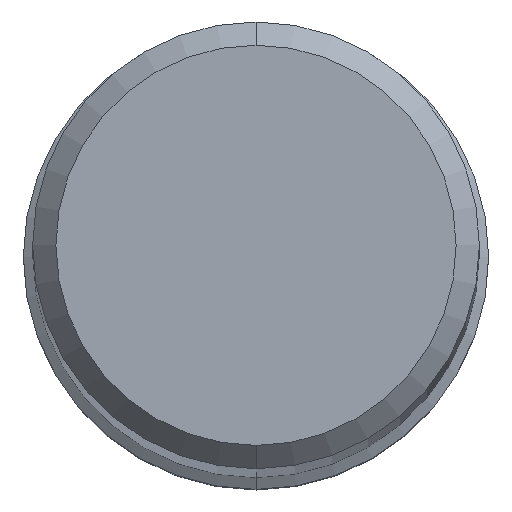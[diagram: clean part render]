
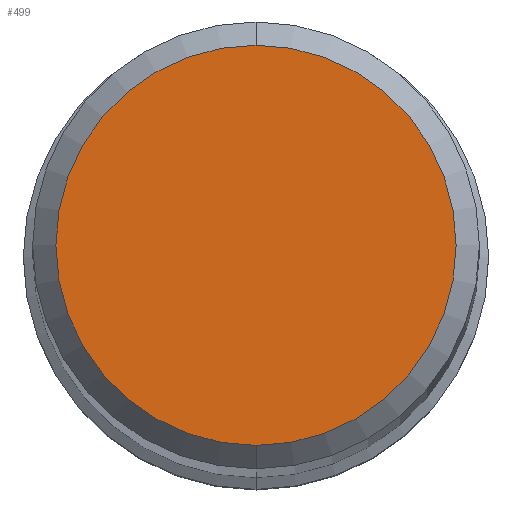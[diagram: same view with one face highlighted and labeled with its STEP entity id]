
A CAD part, top view. The second image highlights one B-rep face of the part: STEP entity #499.
In plain terms, the highlighted planar face has unit normal (0, 0, 1).
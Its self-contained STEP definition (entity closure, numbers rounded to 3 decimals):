
#315=VERTEX_POINT('',#716);
#439=EDGE_CURVE('',#521,#315,#855,.T.);
#499=ADVANCED_FACE('',(#919),#920,.T.);
#521=VERTEX_POINT('',#944);
#539=EDGE_CURVE('',#315,#521,#962,.T.);
#716=CARTESIAN_POINT('',(0.0,4.3,0.0));
#855=CIRCLE('',#1514,4.3);
#919=FACE_OUTER_BOUND('',#1600,.T.);
#920=PLANE('',#1601);
#944=CARTESIAN_POINT('',(0.,-4.3,0.0));
#962=CIRCLE('',#1656,4.3);
#1514=AXIS2_PLACEMENT_3D('',#2122,#2123,#2124);
#1600=EDGE_LOOP('',(#2181,#2182));
#1601=AXIS2_PLACEMENT_3D('',#2183,#2184,#2185);
#1656=AXIS2_PLACEMENT_3D('',#2219,#2220,#2221);
#2122=CARTESIAN_POINT('',(0.0,0.0,0.0));
#2123=DIRECTION('',(0.0,0.0,-1.0));
#2124=DIRECTION('',(0.0,1.0,0.0));
#2181=ORIENTED_EDGE('',*,*,#539,.F.);
#2182=ORIENTED_EDGE('',*,*,#439,.F.);
#2183=CARTESIAN_POINT('',(0.0,2.15,0.0));
#2184=DIRECTION('',(-0.0,0.0,1.0));
#2185=DIRECTION('',(0.0,-1.0,0.0));
#2219=CARTESIAN_POINT('',(0.0,0.0,0.0));
#2220=DIRECTION('',(0.0,0.0,-1.0));
#2221=DIRECTION('',(0.0,1.0,0.0));
